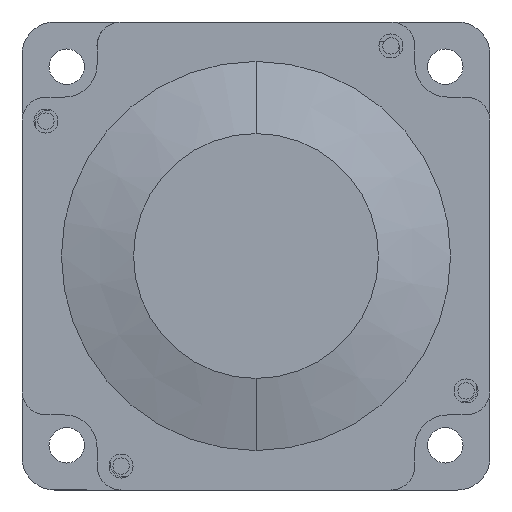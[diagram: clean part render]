
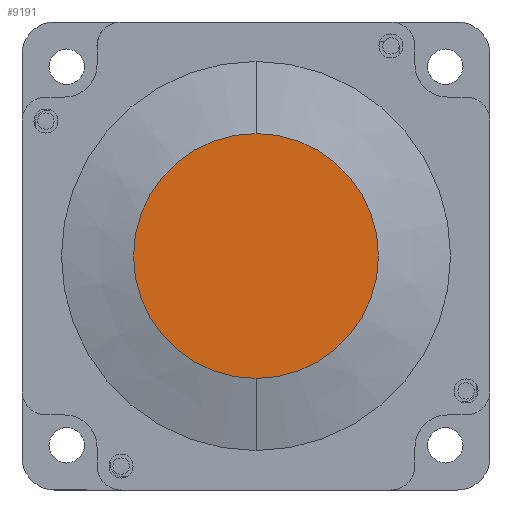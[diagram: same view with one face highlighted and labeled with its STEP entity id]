
A CAD part, front view. The second image highlights one B-rep face of the part: STEP entity #9191.
In plain terms, the highlighted planar face has unit normal (0, -1, 0).
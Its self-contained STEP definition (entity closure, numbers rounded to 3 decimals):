
#473 = VERTEX_POINT ( 'NONE', #2242 ) ;
#904 = FACE_OUTER_BOUND ( 'NONE', #4125, .T. ) ;
#1327 = DIRECTION ( 'NONE',  ( 0., 0., 1. ) ) ;
#1519 = DIRECTION ( 'NONE',  ( 0., 1., 0. ) ) ;
#1615 = CIRCLE ( 'NONE', #4873, 22.5 ) ;
#2242 = CARTESIAN_POINT ( 'NONE',  ( 43., -3.5, -65.5 ) ) ;
#2336 = CARTESIAN_POINT ( 'NONE',  ( 43., -3.5, -20.5 ) ) ;
#2570 = CARTESIAN_POINT ( 'NONE',  ( 43., -3.5, -43. ) ) ;
#2585 = EDGE_CURVE ( 'NONE', #473, #4926, #1615, .T. ) ;
#3362 = DIRECTION ( 'NONE',  ( 0., 0., 1. ) ) ;
#4125 = EDGE_LOOP ( 'NONE', ( #9908, #10143 ) ) ;
#4580 = AXIS2_PLACEMENT_3D ( 'NONE', #9157, #6045, #1327 ) ;
#4873 = AXIS2_PLACEMENT_3D ( 'NONE', #6238, #1519, #7033 ) ;
#4926 = VERTEX_POINT ( 'NONE', #2336 ) ;
#5794 = CIRCLE ( 'NONE', #7535, 22.5 ) ;
#6045 = DIRECTION ( 'NONE',  ( 0., 1., 0. ) ) ;
#6238 = CARTESIAN_POINT ( 'NONE',  ( 43., -3.5, -43. ) ) ;
#7033 = DIRECTION ( 'NONE',  ( 0., 0., 1. ) ) ;
#7535 = AXIS2_PLACEMENT_3D ( 'NONE', #2570, #8086, #3362 ) ;
#7580 = PLANE ( 'NONE',  #4580 ) ;
#8086 = DIRECTION ( 'NONE',  ( 0., 1., 0. ) ) ;
#9157 = CARTESIAN_POINT ( 'NONE',  ( 43., -3.5, -43. ) ) ;
#9191 = ADVANCED_FACE ( 'NONE', ( #904 ), #7580, .F. ) ;
#9540 = EDGE_CURVE ( 'NONE', #4926, #473, #5794, .T. ) ;
#9908 = ORIENTED_EDGE ( 'NONE', *, *, #9540, .F. ) ;
#10143 = ORIENTED_EDGE ( 'NONE', *, *, #2585, .F. ) ;
